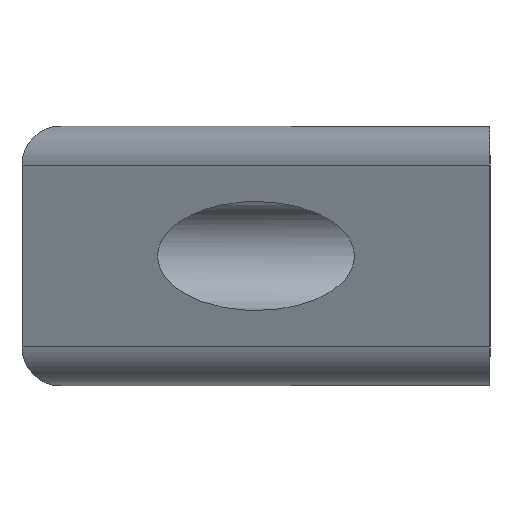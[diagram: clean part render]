
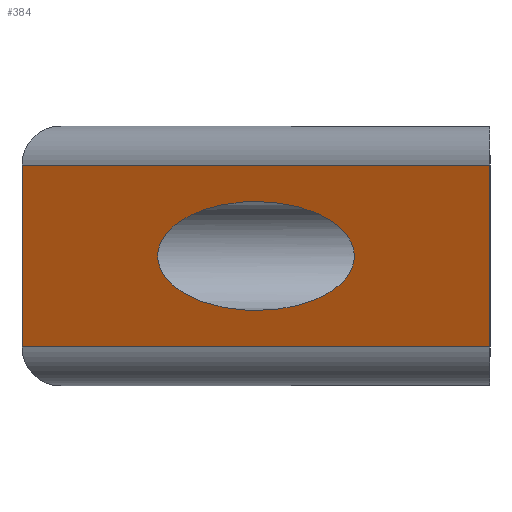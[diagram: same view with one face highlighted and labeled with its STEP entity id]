
A CAD part, left-side view. The second image highlights one B-rep face of the part: STEP entity #384.
In plain terms, the highlighted planar face has unit normal (-0.874, 0.486, 0).
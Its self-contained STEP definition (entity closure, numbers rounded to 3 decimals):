
#33 = VERTEX_POINT('',#34);
#34 = CARTESIAN_POINT('',(-45.,36.,-7.));
#44 = CYLINDRICAL_SURFACE('',#45,3.);
#45 = AXIS2_PLACEMENT_3D('',#46,#47,#48);
#46 = CARTESIAN_POINT('',(-42.378,34.543,-7.));
#47 = DIRECTION('',(-0.486,-0.874,0.));
#48 = DIRECTION('',(-0.874,0.486,0.));
#125 = VERTEX_POINT('',#126);
#126 = CARTESIAN_POINT('',(-65.,0.,-7.));
#147 = PLANE('',#148);
#148 = AXIS2_PLACEMENT_3D('',#149,#150,#151);
#149 = CARTESIAN_POINT('',(-65.,0.,0.));
#150 = DIRECTION('',(0.,1.,0.));
#151 = DIRECTION('',(0.,0.,1.));
#163 = EDGE_CURVE('',#33,#125,#164,.T.);
#164 = SURFACE_CURVE('',#165,(#169,#176),.PCURVE_S1.);
#165 = LINE('',#166,#167);
#166 = CARTESIAN_POINT('',(-45.,36.,-7.));
#167 = VECTOR('',#168,1.);
#168 = DIRECTION('',(-0.486,-0.874,0.));
#169 = PCURVE('',#44,#170);
#170 = DEFINITIONAL_REPRESENTATION('',(#171),#175);
#171 = LINE('',#172,#173);
#172 = CARTESIAN_POINT('',(0.,0.));
#173 = VECTOR('',#174,1.);
#174 = DIRECTION('',(0.,1.));
#175 = ( GEOMETRIC_REPRESENTATION_CONTEXT(2) 
PARAMETRIC_REPRESENTATION_CONTEXT() REPRESENTATION_CONTEXT('2D SPACE',''
  ) );
#176 = PCURVE('',#177,#182);
#177 = PLANE('',#178);
#178 = AXIS2_PLACEMENT_3D('',#179,#180,#181);
#179 = CARTESIAN_POINT('',(-55.,18.,0.));
#180 = DIRECTION('',(0.874,-0.486,0.)
  );
#181 = DIRECTION('',(0.486,0.874,0.));
#182 = DEFINITIONAL_REPRESENTATION('',(#183),#187);
#183 = LINE('',#184,#185);
#184 = CARTESIAN_POINT('',(20.591,-7.));
#185 = VECTOR('',#186,1.);
#186 = DIRECTION('',(-1.,0.));
#187 = ( GEOMETRIC_REPRESENTATION_CONTEXT(2) 
PARAMETRIC_REPRESENTATION_CONTEXT() REPRESENTATION_CONTEXT('2D SPACE',''
  ) );
#318 = PLANE('',#319);
#319 = AXIS2_PLACEMENT_3D('',#320,#321,#322);
#320 = CARTESIAN_POINT('',(-45.,36.,0.));
#321 = DIRECTION('',(0.,1.,0.));
#322 = DIRECTION('',(0.,0.,1.));
#384 = ADVANCED_FACE('',(#385,#460),#177,.F.);
#385 = FACE_BOUND('',#386,.F.);
#386 = EDGE_LOOP('',(#387,#388,#411,#439));
#387 = ORIENTED_EDGE('',*,*,#163,.F.);
#388 = ORIENTED_EDGE('',*,*,#389,.T.);
#389 = EDGE_CURVE('',#33,#390,#392,.T.);
#390 = VERTEX_POINT('',#391);
#391 = CARTESIAN_POINT('',(-45.,36.,7.));
#392 = SURFACE_CURVE('',#393,(#397,#404),.PCURVE_S1.);
#393 = LINE('',#394,#395);
#394 = CARTESIAN_POINT('',(-45.,36.,0.));
#395 = VECTOR('',#396,1.);
#396 = DIRECTION('',(0.,0.,1.));
#397 = PCURVE('',#177,#398);
#398 = DEFINITIONAL_REPRESENTATION('',(#399),#403);
#399 = LINE('',#400,#401);
#400 = CARTESIAN_POINT('',(20.591,0.));
#401 = VECTOR('',#402,1.);
#402 = DIRECTION('',(0.,1.));
#403 = ( GEOMETRIC_REPRESENTATION_CONTEXT(2) 
PARAMETRIC_REPRESENTATION_CONTEXT() REPRESENTATION_CONTEXT('2D SPACE',''
  ) );
#404 = PCURVE('',#318,#405);
#405 = DEFINITIONAL_REPRESENTATION('',(#406),#410);
#406 = LINE('',#407,#408);
#407 = CARTESIAN_POINT('',(0.,0.));
#408 = VECTOR('',#409,1.);
#409 = DIRECTION('',(1.,0.));
#410 = ( GEOMETRIC_REPRESENTATION_CONTEXT(2) 
PARAMETRIC_REPRESENTATION_CONTEXT() REPRESENTATION_CONTEXT('2D SPACE',''
  ) );
#411 = ORIENTED_EDGE('',*,*,#412,.T.);
#412 = EDGE_CURVE('',#390,#413,#415,.T.);
#413 = VERTEX_POINT('',#414);
#414 = CARTESIAN_POINT('',(-65.,0.,7.));
#415 = SURFACE_CURVE('',#416,(#420,#427),.PCURVE_S1.);
#416 = LINE('',#417,#418);
#417 = CARTESIAN_POINT('',(-45.,36.,7.));
#418 = VECTOR('',#419,1.);
#419 = DIRECTION('',(-0.486,-0.874,-0.));
#420 = PCURVE('',#177,#421);
#421 = DEFINITIONAL_REPRESENTATION('',(#422),#426);
#422 = LINE('',#423,#424);
#423 = CARTESIAN_POINT('',(20.591,7.));
#424 = VECTOR('',#425,1.);
#425 = DIRECTION('',(-1.,0.));
#426 = ( GEOMETRIC_REPRESENTATION_CONTEXT(2) 
PARAMETRIC_REPRESENTATION_CONTEXT() REPRESENTATION_CONTEXT('2D SPACE',''
  ) );
#427 = PCURVE('',#428,#433);
#428 = CYLINDRICAL_SURFACE('',#429,3.);
#429 = AXIS2_PLACEMENT_3D('',#430,#431,#432);
#430 = CARTESIAN_POINT('',(-42.378,34.543,7.));
#431 = DIRECTION('',(-0.486,-0.874,-0.));
#432 = DIRECTION('',(-0.874,0.486,0.));
#433 = DEFINITIONAL_REPRESENTATION('',(#434),#438);
#434 = LINE('',#435,#436);
#435 = CARTESIAN_POINT('',(-0.,0.));
#436 = VECTOR('',#437,1.);
#437 = DIRECTION('',(-0.,1.));
#438 = ( GEOMETRIC_REPRESENTATION_CONTEXT(2) 
PARAMETRIC_REPRESENTATION_CONTEXT() REPRESENTATION_CONTEXT('2D SPACE',''
  ) );
#439 = ORIENTED_EDGE('',*,*,#440,.T.);
#440 = EDGE_CURVE('',#413,#125,#441,.T.);
#441 = SURFACE_CURVE('',#442,(#446,#453),.PCURVE_S1.);
#442 = LINE('',#443,#444);
#443 = CARTESIAN_POINT('',(-65.,0.,0.));
#444 = VECTOR('',#445,1.);
#445 = DIRECTION('',(-0.,-0.,-1.));
#446 = PCURVE('',#177,#447);
#447 = DEFINITIONAL_REPRESENTATION('',(#448),#452);
#448 = LINE('',#449,#450);
#449 = CARTESIAN_POINT('',(-20.591,0.));
#450 = VECTOR('',#451,1.);
#451 = DIRECTION('',(0.,-1.));
#452 = ( GEOMETRIC_REPRESENTATION_CONTEXT(2) 
PARAMETRIC_REPRESENTATION_CONTEXT() REPRESENTATION_CONTEXT('2D SPACE',''
  ) );
#453 = PCURVE('',#147,#454);
#454 = DEFINITIONAL_REPRESENTATION('',(#455),#459);
#455 = LINE('',#456,#457);
#456 = CARTESIAN_POINT('',(0.,0.));
#457 = VECTOR('',#458,1.);
#458 = DIRECTION('',(-1.,0.));
#459 = ( GEOMETRIC_REPRESENTATION_CONTEXT(2) 
PARAMETRIC_REPRESENTATION_CONTEXT() REPRESENTATION_CONTEXT('2D SPACE',''
  ) );
#460 = FACE_BOUND('',#461,.F.);
#461 = EDGE_LOOP('',(#462));
#462 = ORIENTED_EDGE('',*,*,#463,.F.);
#463 = EDGE_CURVE('',#464,#464,#466,.T.);
#464 = VERTEX_POINT('',#465);
#465 = CARTESIAN_POINT('',(-50.8,25.56,0.));
#466 = SURFACE_CURVE('',#467,(#472,#479),.PCURVE_S1.);
#467 = ELLIPSE('',#468,8.648,4.2);
#468 = AXIS2_PLACEMENT_3D('',#469,#470,#471);
#469 = CARTESIAN_POINT('',(-55.,18.,0.));
#470 = DIRECTION('',(0.874,-0.486,0.)
  );
#471 = DIRECTION('',(0.486,0.874,0.));
#472 = PCURVE('',#177,#473);
#473 = DEFINITIONAL_REPRESENTATION('',(#474),#478);
#474 = ELLIPSE('',#475,8.648,4.2);
#475 = AXIS2_PLACEMENT_2D('',#476,#477);
#476 = CARTESIAN_POINT('',(0.,0.));
#477 = DIRECTION('',(1.,0.));
#478 = ( GEOMETRIC_REPRESENTATION_CONTEXT(2) 
PARAMETRIC_REPRESENTATION_CONTEXT() REPRESENTATION_CONTEXT('2D SPACE',''
  ) );
#479 = PCURVE('',#480,#485);
#480 = CYLINDRICAL_SURFACE('',#481,4.2);
#481 = AXIS2_PLACEMENT_3D('',#482,#483,#484);
#482 = CARTESIAN_POINT('',(-55.,3.5,0.));
#483 = DIRECTION('',(0.,1.,0.));
#484 = DIRECTION('',(1.,0.,0.));
#485 = DEFINITIONAL_REPRESENTATION('',(#486),#505);
#486 = B_SPLINE_CURVE_WITH_KNOTS('',9,(#487,#488,#489,#490,#491,#492,
    #493,#494,#495,#496,#497,#498,#499,#500,#501,#502,#503,#504),
  .UNSPECIFIED.,.F.,.F.,(10,8,10),(0.,3.142,6.283),
  .UNSPECIFIED.);
#487 = CARTESIAN_POINT('',(6.283,22.06));
#488 = CARTESIAN_POINT('',(5.934,22.06));
#489 = CARTESIAN_POINT('',(5.585,21.024));
#490 = CARTESIAN_POINT('',(5.236,18.951));
#491 = CARTESIAN_POINT('',(4.887,16.086));
#492 = CARTESIAN_POINT('',(4.538,12.914));
#493 = CARTESIAN_POINT('',(4.189,10.049));
#494 = CARTESIAN_POINT('',(3.84,7.976));
#495 = CARTESIAN_POINT('',(3.491,6.94));
#496 = CARTESIAN_POINT('',(2.793,6.94));
#497 = CARTESIAN_POINT('',(2.443,7.976));
#498 = CARTESIAN_POINT('',(2.094,10.049));
#499 = CARTESIAN_POINT('',(1.745,12.914));
#500 = CARTESIAN_POINT('',(1.396,16.086));
#501 = CARTESIAN_POINT('',(1.047,18.951));
#502 = CARTESIAN_POINT('',(0.698,21.024));
#503 = CARTESIAN_POINT('',(0.349,22.06));
#504 = CARTESIAN_POINT('',(0.,22.06));
#505 = ( GEOMETRIC_REPRESENTATION_CONTEXT(2) 
PARAMETRIC_REPRESENTATION_CONTEXT() REPRESENTATION_CONTEXT('2D SPACE',''
  ) );
